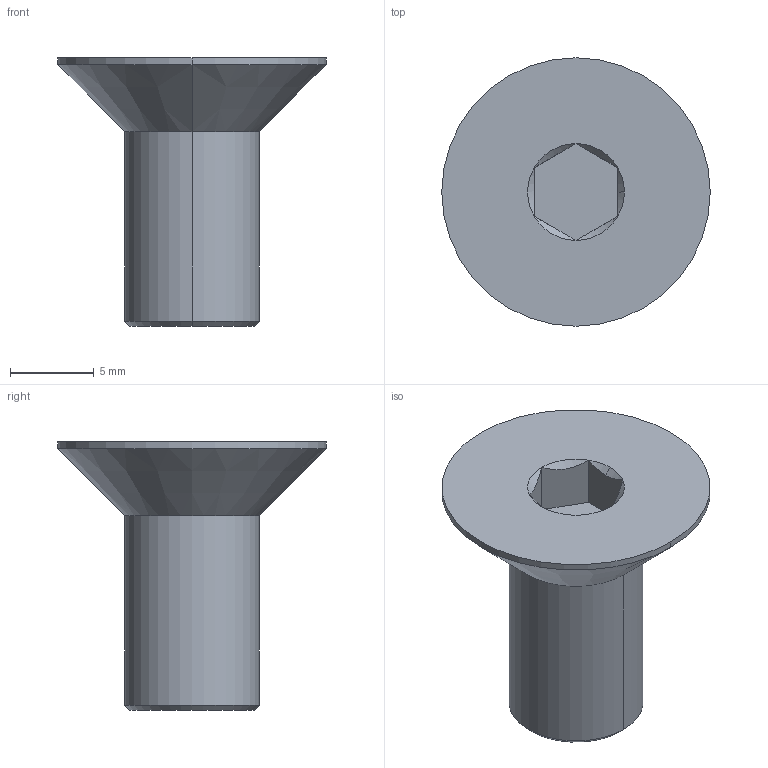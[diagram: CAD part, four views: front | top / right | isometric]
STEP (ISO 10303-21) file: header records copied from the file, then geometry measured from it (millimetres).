
FILE_DESCRIPTION (( 'STEP AP203' ), '1' );
FILE_NAME ('161084.step', '2022-01-27T15:35:04', ( '' ), ( '' ), 'SwSTEP 2.0', 'SolidWorks 2021', '' );
FILE_SCHEMA (( 'CONFIG_CONTROL_DESIGN' ));
Length unit declared in the file: millimetre
Products named in the file (1): 161084
Bounding box: 16 x 16 x 16 mm (x, y, z)
Volume: 1064.1 mm3; surface area: 822.5 mm2
Topology: 1 solids, 1 shells, 24 faces, 45 edges, 24 vertices
Faces by surface type: cone 11, plane 9, cylinder 4
Entity records: 760 total; most frequent: CARTESIAN_POINT 209, DIRECTION 105, ORIENTED_EDGE 90, EDGE_CURVE 45, AXIS2_PLACEMENT_3D 42, EDGE_LOOP 25, FACE_OUTER_BOUND 24, ADVANCED_FACE 24
